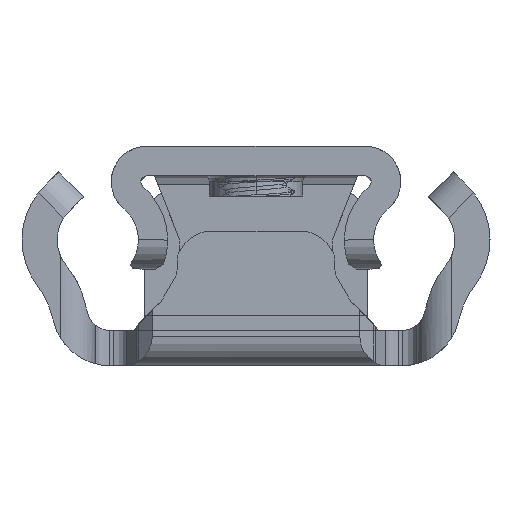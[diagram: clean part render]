
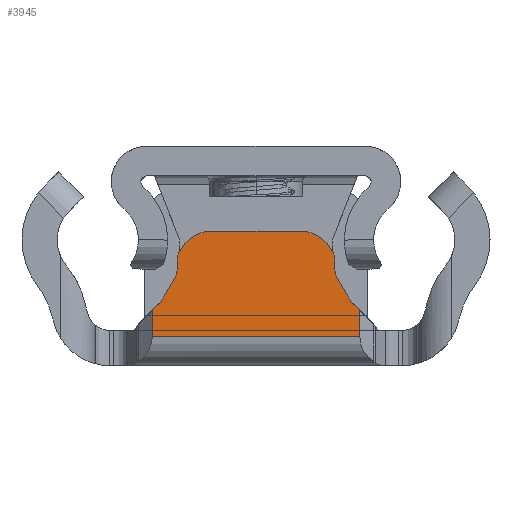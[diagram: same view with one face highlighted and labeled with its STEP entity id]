
A CAD part, left-side view. The second image highlights one B-rep face of the part: STEP entity #3945.
In plain terms, the highlighted planar face has unit normal (-1, 0, 0).
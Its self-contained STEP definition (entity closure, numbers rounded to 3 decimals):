
#12 = VERTEX_POINT ( 'NONE', #10711 ) ;
#23 = CARTESIAN_POINT ( 'NONE',  ( 1.3, -2.2, 3.608 ) ) ;
#97 = CARTESIAN_POINT ( 'NONE',  ( 1.3, -1.512, 4.6 ) ) ;
#103 = CARTESIAN_POINT ( 'NONE',  ( 1.3, -2.7, 3.608 ) ) ;
#128 = CARTESIAN_POINT ( 'NONE',  ( 1.3, 2.7, 3.608 ) ) ;
#138 = AXIS2_PLACEMENT_3D ( 'NONE', #233, #9086, #10198 ) ;
#227 = EDGE_CURVE ( 'NONE', #8823, #4459, #2803, .T. ) ;
#233 = CARTESIAN_POINT ( 'NONE',  ( 1.3, -3.2, 3.276 ) ) ;
#236 = AXIS2_PLACEMENT_3D ( 'NONE', #8753, #8634, #2685 ) ;
#256 = CARTESIAN_POINT ( 'NONE',  ( 1.3, -2.7, 3.276 ) ) ;
#257 = VECTOR ( 'NONE', #4763, 1000. ) ;
#269 = CARTESIAN_POINT ( 'NONE',  ( 1.3, -3.546, 0. ) ) ;
#280 = EDGE_CURVE ( 'NONE', #12, #8424, #4172, .T. ) ;
#318 = CARTESIAN_POINT ( 'NONE',  ( 1.3, 1.512, 4.6 ) ) ;
#434 = EDGE_CURVE ( 'NONE', #6090, #3147, #9564, .T. ) ;
#489 = LINE ( 'NONE', #3984, #800 ) ;
#532 = VERTEX_POINT ( 'NONE', #103 ) ;
#584 = VECTOR ( 'NONE', #3230, 1000. ) ;
#800 = VECTOR ( 'NONE', #7530, 1000. ) ;
#1199 = CARTESIAN_POINT ( 'NONE',  ( 1.3, -2.767, 3.026 ) ) ;
#1236 = CARTESIAN_POINT ( 'NONE',  ( 1.3, 3.2, 3.276 ) ) ;
#1261 = CARTESIAN_POINT ( 'NONE',  ( 1.3, -3.24, 2.206 ) ) ;
#1332 = ORIENTED_EDGE ( 'NONE', *, *, #227, .T. ) ;
#1352 = EDGE_CURVE ( 'NONE', #9828, #8823, #5981, .T. ) ;
#1393 = VERTEX_POINT ( 'NONE', #9531 ) ;
#1525 = DIRECTION ( 'NONE',  ( 0., 0., -1. ) ) ;
#1702 = EDGE_CURVE ( 'NONE', #8424, #3581, #6992, .T. ) ;
#1704 = CIRCLE ( 'NONE', #9341, 0.5 ) ;
#1833 = DIRECTION ( 'NONE',  ( 0., 1., 0. ) ) ;
#1952 = ORIENTED_EDGE ( 'NONE', *, *, #6711, .T. ) ;
#2004 = VERTEX_POINT ( 'NONE', #4080 ) ;
#2091 = VECTOR ( 'NONE', #3282, 1000. ) ;
#2162 = DIRECTION ( 'NONE',  ( 0., 0., 1. ) ) ;
#2290 = FACE_OUTER_BOUND ( 'NONE', #6311, .T. ) ;
#2399 = ORIENTED_EDGE ( 'NONE', *, *, #1352, .T. ) ;
#2430 = EDGE_CURVE ( 'NONE', #10692, #4809, #4424, .T. ) ;
#2448 = VECTOR ( 'NONE', #1833, 1000. ) ;
#2540 = AXIS2_PLACEMENT_3D ( 'NONE', #23, #7938, #6082 ) ;
#2615 = ORIENTED_EDGE ( 'NONE', *, *, #10202, .T. ) ;
#2650 = DIRECTION ( 'NONE',  ( -1., 0., 0. ) ) ;
#2676 = VECTOR ( 'NONE', #10155, 1000. ) ;
#2685 = DIRECTION ( 'NONE',  ( 0., 0., 1. ) ) ;
#2777 = ORIENTED_EDGE ( 'NONE', *, *, #9664, .T. ) ;
#2803 = LINE ( 'NONE', #10098, #11068 ) ;
#2819 = ORIENTED_EDGE ( 'NONE', *, *, #4780, .T. ) ;
#2841 = DIRECTION ( 'NONE',  ( 0., 0.707, 0.707 ) ) ;
#2997 = ORIENTED_EDGE ( 'NONE', *, *, #4342, .T. ) ;
#3147 = VERTEX_POINT ( 'NONE', #3518 ) ;
#3173 = EDGE_CURVE ( 'NONE', #5706, #10692, #4698, .T. ) ;
#3205 = VERTEX_POINT ( 'NONE', #10232 ) ;
#3230 = DIRECTION ( 'NONE',  ( 0., 0., -1. ) ) ;
#3280 = VERTEX_POINT ( 'NONE', #1199 ) ;
#3282 = DIRECTION ( 'NONE',  ( 0., -1., 0. ) ) ;
#3293 = ORIENTED_EDGE ( 'NONE', *, *, #3670, .T. ) ;
#3452 = EDGE_CURVE ( 'NONE', #1393, #5706, #8758, .T. ) ;
#3518 = CARTESIAN_POINT ( 'NONE',  ( 1.3, -2.551, 4. ) ) ;
#3533 = CARTESIAN_POINT ( 'NONE',  ( 1.3, 2.767, 3.026 ) ) ;
#3557 = CARTESIAN_POINT ( 'NONE',  ( 1.3, 3.24, 2.206 ) ) ;
#3581 = VERTEX_POINT ( 'NONE', #5492 ) ;
#3637 = CARTESIAN_POINT ( 'NONE',  ( 1.3, 2.2, 3.608 ) ) ;
#3662 = VECTOR ( 'NONE', #11385, 1000. ) ;
#3670 = EDGE_CURVE ( 'NONE', #3205, #532, #3863, .T. ) ;
#3863 = LINE ( 'NONE', #256, #9971 ) ;
#3945 = ADVANCED_FACE ( 'NONE', ( #2290 ), #9467, .F. ) ;
#3984 = CARTESIAN_POINT ( 'NONE',  ( 1.3, 3.546, 0. ) ) ;
#4040 = DIRECTION ( 'NONE',  ( 1., 0., 0. ) ) ;
#4080 = CARTESIAN_POINT ( 'NONE',  ( 1.3, 3.546, 1.9 ) ) ;
#4084 = ORIENTED_EDGE ( 'NONE', *, *, #10690, .T. ) ;
#4104 = LINE ( 'NONE', #11221, #584 ) ;
#4162 = CARTESIAN_POINT ( 'NONE',  ( 1.3, 3.546, 1. ) ) ;
#4172 = CIRCLE ( 'NONE', #6612, 0.5 ) ;
#4319 = EDGE_CURVE ( 'NONE', #9446, #9828, #5332, .T. ) ;
#4342 = EDGE_CURVE ( 'NONE', #4459, #5778, #1704, .T. ) ;
#4424 = LINE ( 'NONE', #6273, #7672 ) ;
#4459 = VERTEX_POINT ( 'NONE', #10176 ) ;
#4579 = ORIENTED_EDGE ( 'NONE', *, *, #280, .T. ) ;
#4690 = AXIS2_PLACEMENT_3D ( 'NONE', #5089, #6768, #11162 ) ;
#4698 = LINE ( 'NONE', #269, #6876 ) ;
#4757 = DIRECTION ( 'NONE',  ( 0., 0., 1. ) ) ;
#4763 = DIRECTION ( 'NONE',  ( 0., 0.5, 0.866 ) ) ;
#4780 = EDGE_CURVE ( 'NONE', #5778, #12, #4104, .T. ) ;
#4809 = VERTEX_POINT ( 'NONE', #8054 ) ;
#4980 = CARTESIAN_POINT ( 'NONE',  ( 1.3, -1.512, 4.6 ) ) ;
#5089 = CARTESIAN_POINT ( 'NONE',  ( 1.3, 1.512, 3.4 ) ) ;
#5155 = CIRCLE ( 'NONE', #138, 0.5 ) ;
#5177 = DIRECTION ( 'NONE',  ( 1., 0., 0. ) ) ;
#5332 = LINE ( 'NONE', #97, #2448 ) ;
#5492 = CARTESIAN_POINT ( 'NONE',  ( 1.3, 3.24, 2.206 ) ) ;
#5510 = CARTESIAN_POINT ( 'NONE',  ( 1.3, -3.546, 1.9 ) ) ;
#5706 = VERTEX_POINT ( 'NONE', #7093 ) ;
#5778 = VERTEX_POINT ( 'NONE', #128 ) ;
#5981 = CIRCLE ( 'NONE', #4690, 1.2 ) ;
#6077 = CIRCLE ( 'NONE', #2540, 0.5 ) ;
#6082 = DIRECTION ( 'NONE',  ( 0., 0., 1. ) ) ;
#6090 = VERTEX_POINT ( 'NONE', #10582 ) ;
#6273 = CARTESIAN_POINT ( 'NONE',  ( 1.3, -3.24, 2.206 ) ) ;
#6311 = EDGE_LOOP ( 'NONE', ( #9843, #11027, #10797, #10356, #4084, #2615, #3293, #2777, #9030, #1952, #7984, #2399, #1332, #2997, #2819, #4579, #8553, #10908 ) ) ;
#6612 = AXIS2_PLACEMENT_3D ( 'NONE', #1236, #5177, #2162 ) ;
#6711 = EDGE_CURVE ( 'NONE', #3147, #9446, #11025, .T. ) ;
#6768 = DIRECTION ( 'NONE',  ( -1., 0., 0. ) ) ;
#6876 = VECTOR ( 'NONE', #4757, 1000. ) ;
#6902 = EDGE_CURVE ( 'NONE', #3581, #2004, #10971, .T. ) ;
#6962 = CARTESIAN_POINT ( 'NONE',  ( 1.3, -2.633, 3.858 ) ) ;
#6992 = LINE ( 'NONE', #3557, #3662 ) ;
#7093 = CARTESIAN_POINT ( 'NONE',  ( 1.3, -3.546, 1. ) ) ;
#7467 = DIRECTION ( 'NONE',  ( 0., 0., 1. ) ) ;
#7530 = DIRECTION ( 'NONE',  ( 0., 0., 1. ) ) ;
#7672 = VECTOR ( 'NONE', #2841, 1000. ) ;
#7701 = CARTESIAN_POINT ( 'NONE',  ( 1.3, 3.546, -1.8 ) ) ;
#7938 = DIRECTION ( 'NONE',  ( -1., 0., 0. ) ) ;
#7984 = ORIENTED_EDGE ( 'NONE', *, *, #4319, .T. ) ;
#8054 = CARTESIAN_POINT ( 'NONE',  ( 1.3, -3.24, 2.206 ) ) ;
#8278 = CARTESIAN_POINT ( 'NONE',  ( 1.3, 3.24, 2.206 ) ) ;
#8411 = VECTOR ( 'NONE', #8920, 1000. ) ;
#8424 = VERTEX_POINT ( 'NONE', #3533 ) ;
#8553 = ORIENTED_EDGE ( 'NONE', *, *, #1702, .T. ) ;
#8634 = DIRECTION ( 'NONE',  ( -1., 0., 0. ) ) ;
#8753 = CARTESIAN_POINT ( 'NONE',  ( 1.3, -1.512, 3.4 ) ) ;
#8758 = LINE ( 'NONE', #4162, #2091 ) ;
#8823 = VERTEX_POINT ( 'NONE', #9140 ) ;
#8920 = DIRECTION ( 'NONE',  ( 0., 0.707, -0.707 ) ) ;
#8982 = DIRECTION ( 'NONE',  ( 0., 0.5, -0.866 ) ) ;
#9030 = ORIENTED_EDGE ( 'NONE', *, *, #434, .T. ) ;
#9086 = DIRECTION ( 'NONE',  ( 1., 0., 0. ) ) ;
#9140 = CARTESIAN_POINT ( 'NONE',  ( 1.3, 2.551, 4. ) ) ;
#9250 = LINE ( 'NONE', #1261, #257 ) ;
#9341 = AXIS2_PLACEMENT_3D ( 'NONE', #3637, #2650, #9774 ) ;
#9446 = VERTEX_POINT ( 'NONE', #4980 ) ;
#9467 = PLANE ( 'NONE',  #9504 ) ;
#9504 = AXIS2_PLACEMENT_3D ( 'NONE', #7701, #4040, #1525 ) ;
#9531 = CARTESIAN_POINT ( 'NONE',  ( 1.3, 3.546, 1. ) ) ;
#9564 = LINE ( 'NONE', #6962, #2676 ) ;
#9664 = EDGE_CURVE ( 'NONE', #532, #6090, #6077, .T. ) ;
#9774 = DIRECTION ( 'NONE',  ( 0., 0., 1. ) ) ;
#9828 = VERTEX_POINT ( 'NONE', #318 ) ;
#9843 = ORIENTED_EDGE ( 'NONE', *, *, #11282, .F. ) ;
#9971 = VECTOR ( 'NONE', #7467, 1000. ) ;
#10098 = CARTESIAN_POINT ( 'NONE',  ( 1.3, 2.633, 3.858 ) ) ;
#10155 = DIRECTION ( 'NONE',  ( 0., 0.5, 0.866 ) ) ;
#10176 = CARTESIAN_POINT ( 'NONE',  ( 1.3, 2.633, 3.858 ) ) ;
#10198 = DIRECTION ( 'NONE',  ( 0., 0., 1. ) ) ;
#10202 = EDGE_CURVE ( 'NONE', #3280, #3205, #5155, .T. ) ;
#10232 = CARTESIAN_POINT ( 'NONE',  ( 1.3, -2.7, 3.276 ) ) ;
#10356 = ORIENTED_EDGE ( 'NONE', *, *, #2430, .T. ) ;
#10582 = CARTESIAN_POINT ( 'NONE',  ( 1.3, -2.633, 3.858 ) ) ;
#10690 = EDGE_CURVE ( 'NONE', #4809, #3280, #9250, .T. ) ;
#10692 = VERTEX_POINT ( 'NONE', #5510 ) ;
#10711 = CARTESIAN_POINT ( 'NONE',  ( 1.3, 2.7, 3.276 ) ) ;
#10797 = ORIENTED_EDGE ( 'NONE', *, *, #3173, .T. ) ;
#10908 = ORIENTED_EDGE ( 'NONE', *, *, #6902, .T. ) ;
#10971 = LINE ( 'NONE', #8278, #8411 ) ;
#11025 = CIRCLE ( 'NONE', #236, 1.2 ) ;
#11027 = ORIENTED_EDGE ( 'NONE', *, *, #3452, .T. ) ;
#11068 = VECTOR ( 'NONE', #8982, 1000. ) ;
#11162 = DIRECTION ( 'NONE',  ( 0., 0., 1. ) ) ;
#11221 = CARTESIAN_POINT ( 'NONE',  ( 1.3, 2.7, 3.276 ) ) ;
#11282 = EDGE_CURVE ( 'NONE', #1393, #2004, #489, .T. ) ;
#11385 = DIRECTION ( 'NONE',  ( 0., 0.5, -0.866 ) ) ;
